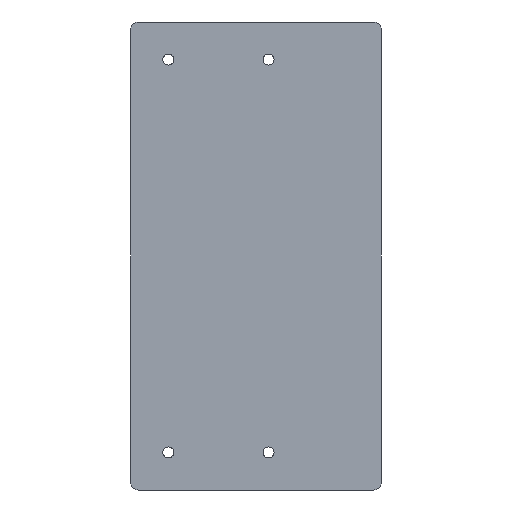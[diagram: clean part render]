
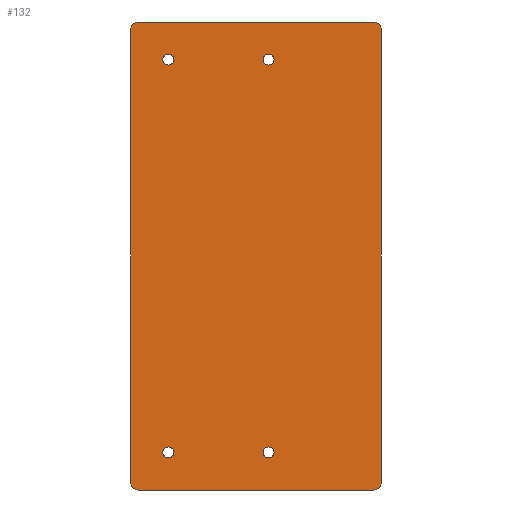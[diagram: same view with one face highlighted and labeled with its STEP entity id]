
A CAD part, left-side view. The second image highlights one B-rep face of the part: STEP entity #132.
In plain terms, the highlighted planar face has unit normal (-1, 0, 0).
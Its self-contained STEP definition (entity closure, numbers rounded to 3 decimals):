
#4 = ORIENTED_EDGE ( 'NONE', *, *, #452, .F. ) ;
#14 = ORIENTED_EDGE ( 'NONE', *, *, #430, .T. ) ;
#17 = AXIS2_PLACEMENT_3D ( 'NONE', #45, #401, #561 ) ;
#19 = DIRECTION ( 'NONE',  ( 0., 0., -1. ) ) ;
#26 = FACE_BOUND ( 'NONE', #659, .T. ) ;
#27 = ORIENTED_EDGE ( 'NONE', *, *, #345, .F. ) ;
#28 = CARTESIAN_POINT ( 'NONE',  ( -1., 35., 78.5 ) ) ;
#30 = EDGE_CURVE ( 'NONE', #250, #443, #314, .T. ) ;
#32 = CARTESIAN_POINT ( 'NONE',  ( -1., -5., 78.5 ) ) ;
#41 = DIRECTION ( 'NONE',  ( -1., 0., 0. ) ) ;
#44 = EDGE_CURVE ( 'NONE', #590, #466, #72, .T. ) ;
#45 = CARTESIAN_POINT ( 'NONE',  ( -1., -5., -78.5 ) ) ;
#48 = CARTESIAN_POINT ( 'NONE',  ( -1., 47., 90.5 ) ) ;
#53 = VERTEX_POINT ( 'NONE', #586 ) ;
#55 = DIRECTION ( 'NONE',  ( -1., 0., 0. ) ) ;
#58 = EDGE_CURVE ( 'NONE', #551, #631, #235, .T. ) ;
#60 = AXIS2_PLACEMENT_3D ( 'NONE', #28, #352, #552 ) ;
#72 = CIRCLE ( 'NONE', #120, 3. ) ;
#73 = FACE_BOUND ( 'NONE', #533, .T. ) ;
#78 = DIRECTION ( 'NONE',  ( 0., 0., -1. ) ) ;
#80 = CARTESIAN_POINT ( 'NONE',  ( -1., 35., -76.3 ) ) ;
#81 = DIRECTION ( 'NONE',  ( 0., 0., 1. ) ) ;
#92 = LINE ( 'NONE', #605, #96 ) ;
#94 = CIRCLE ( 'NONE', #195, 3. ) ;
#96 = VECTOR ( 'NONE', #301, 1000. ) ;
#103 = LINE ( 'NONE', #661, #482 ) ;
#104 = ORIENTED_EDGE ( 'NONE', *, *, #596, .F. ) ;
#106 = CARTESIAN_POINT ( 'NONE',  ( -1., 35., -78.5 ) ) ;
#107 = AXIS2_PLACEMENT_3D ( 'NONE', #32, #495, #141 ) ;
#108 = VERTEX_POINT ( 'NONE', #442 ) ;
#120 = AXIS2_PLACEMENT_3D ( 'NONE', #440, #244, #19 ) ;
#127 = ORIENTED_EDGE ( 'NONE', *, *, #212, .F. ) ;
#129 = CIRCLE ( 'NONE', #218, 2.2 ) ;
#132 = ADVANCED_FACE ( 'NONE', ( #73, #26, #436, #492, #645 ), #241, .F. ) ;
#139 = AXIS2_PLACEMENT_3D ( 'NONE', #178, #398, #445 ) ;
#141 = DIRECTION ( 'NONE',  ( 0., 0., -1. ) ) ;
#145 = DIRECTION ( 'NONE',  ( 0., 0., -1. ) ) ;
#147 = CARTESIAN_POINT ( 'NONE',  ( -1., -50., 90.5 ) ) ;
#148 = DIRECTION ( 'NONE',  ( 0., 0., 1. ) ) ;
#153 = DIRECTION ( 'NONE',  ( 0., -1., 0. ) ) ;
#154 = ORIENTED_EDGE ( 'NONE', *, *, #30, .T. ) ;
#158 = VERTEX_POINT ( 'NONE', #80 ) ;
#166 = DIRECTION ( 'NONE',  ( 0., 1., 0. ) ) ;
#167 = VERTEX_POINT ( 'NONE', #350 ) ;
#169 = CARTESIAN_POINT ( 'NONE',  ( -1., -5., -80.7 ) ) ;
#174 = CIRCLE ( 'NONE', #283, 2.2 ) ;
#177 = EDGE_CURVE ( 'NONE', #376, #214, #129, .T. ) ;
#178 = CARTESIAN_POINT ( 'NONE',  ( -1., 0., 0. ) ) ;
#191 = ORIENTED_EDGE ( 'NONE', *, *, #202, .T. ) ;
#192 = CARTESIAN_POINT ( 'NONE',  ( -1., 35., -78.5 ) ) ;
#195 = AXIS2_PLACEMENT_3D ( 'NONE', #48, #311, #564 ) ;
#200 = DIRECTION ( 'NONE',  ( -1., 0., 0. ) ) ;
#202 = EDGE_CURVE ( 'NONE', #537, #167, #431, .T. ) ;
#210 = DIRECTION ( 'NONE',  ( 0., 0., 1. ) ) ;
#212 = EDGE_CURVE ( 'NONE', #158, #320, #409, .T. ) ;
#214 = VERTEX_POINT ( 'NONE', #658 ) ;
#218 = AXIS2_PLACEMENT_3D ( 'NONE', #543, #289, #210 ) ;
#227 = AXIS2_PLACEMENT_3D ( 'NONE', #617, #499, #361 ) ;
#234 = VECTOR ( 'NONE', #166, 1000. ) ;
#235 = CIRCLE ( 'NONE', #620, 3. ) ;
#236 = DIRECTION ( 'NONE',  ( 0., 0., -1. ) ) ;
#241 = PLANE ( 'NONE',  #139 ) ;
#243 = CARTESIAN_POINT ( 'NONE',  ( -1., -47., 93.5 ) ) ;
#244 = DIRECTION ( 'NONE',  ( -1., 0., 0. ) ) ;
#250 = VERTEX_POINT ( 'NONE', #611 ) ;
#254 = ORIENTED_EDGE ( 'NONE', *, *, #541, .T. ) ;
#267 = EDGE_CURVE ( 'NONE', #214, #376, #490, .T. ) ;
#269 = ORIENTED_EDGE ( 'NONE', *, *, #44, .T. ) ;
#276 = EDGE_CURVE ( 'NONE', #624, #510, #94, .T. ) ;
#283 = AXIS2_PLACEMENT_3D ( 'NONE', #664, #477, #78 ) ;
#287 = CARTESIAN_POINT ( 'NONE',  ( -1., -5., 76.3 ) ) ;
#288 = EDGE_CURVE ( 'NONE', #108, #510, #103, .T. ) ;
#289 = DIRECTION ( 'NONE',  ( -1., 0., 0. ) ) ;
#290 = CIRCLE ( 'NONE', #501, 2.2 ) ;
#301 = DIRECTION ( 'NONE',  ( 0., 0., -1. ) ) ;
#311 = DIRECTION ( 'NONE',  ( -1., 0., 0. ) ) ;
#314 = CIRCLE ( 'NONE', #107, 2.2 ) ;
#319 = CARTESIAN_POINT ( 'NONE',  ( -1., -50., -90.5 ) ) ;
#320 = VERTEX_POINT ( 'NONE', #615 ) ;
#345 = EDGE_CURVE ( 'NONE', #624, #631, #367, .T. ) ;
#347 = EDGE_LOOP ( 'NONE', ( #191, #254 ) ) ;
#349 = CARTESIAN_POINT ( 'NONE',  ( -1., 47., 93.5 ) ) ;
#350 = CARTESIAN_POINT ( 'NONE',  ( -1., 35., 80.7 ) ) ;
#352 = DIRECTION ( 'NONE',  ( 1., 0., 0. ) ) ;
#354 = EDGE_CURVE ( 'NONE', #443, #250, #174, .T. ) ;
#355 = CARTESIAN_POINT ( 'NONE',  ( -1., -47., -93.5 ) ) ;
#358 = CIRCLE ( 'NONE', #60, 2.2 ) ;
#361 = DIRECTION ( 'NONE',  ( 0., 0., -1. ) ) ;
#367 = LINE ( 'NONE', #607, #535 ) ;
#376 = VERTEX_POINT ( 'NONE', #169 ) ;
#389 = CARTESIAN_POINT ( 'NONE',  ( -1., 47., -90.5 ) ) ;
#398 = DIRECTION ( 'NONE',  ( 1., 0., 0. ) ) ;
#401 = DIRECTION ( 'NONE',  ( -1., 0., 0. ) ) ;
#403 = CARTESIAN_POINT ( 'NONE',  ( -1., 35., 76.3 ) ) ;
#405 = ORIENTED_EDGE ( 'NONE', *, *, #58, .T. ) ;
#409 = CIRCLE ( 'NONE', #665, 2.2 ) ;
#411 = ORIENTED_EDGE ( 'NONE', *, *, #515, .F. ) ;
#417 = EDGE_LOOP ( 'NONE', ( #411, #127 ) ) ;
#430 = EDGE_CURVE ( 'NONE', #108, #53, #578, .T. ) ;
#431 = CIRCLE ( 'NONE', #227, 2.2 ) ;
#436 = FACE_BOUND ( 'NONE', #417, .T. ) ;
#440 = CARTESIAN_POINT ( 'NONE',  ( -1., -47., -90.5 ) ) ;
#442 = CARTESIAN_POINT ( 'NONE',  ( -1., 50., -90.5 ) ) ;
#443 = VERTEX_POINT ( 'NONE', #287 ) ;
#445 = DIRECTION ( 'NONE',  ( 0., 0., -1. ) ) ;
#452 = EDGE_CURVE ( 'NONE', #590, #53, #542, .T. ) ;
#460 = ORIENTED_EDGE ( 'NONE', *, *, #276, .T. ) ;
#466 = VERTEX_POINT ( 'NONE', #319 ) ;
#477 = DIRECTION ( 'NONE',  ( 1., 0., 0. ) ) ;
#482 = VECTOR ( 'NONE', #603, 1000. ) ;
#484 = CARTESIAN_POINT ( 'NONE',  ( -1., -47., 90.5 ) ) ;
#490 = CIRCLE ( 'NONE', #17, 2.2 ) ;
#492 = FACE_BOUND ( 'NONE', #347, .T. ) ;
#495 = DIRECTION ( 'NONE',  ( 1., 0., 0. ) ) ;
#498 = AXIS2_PLACEMENT_3D ( 'NONE', #389, #55, #236 ) ;
#499 = DIRECTION ( 'NONE',  ( 1., 0., 0. ) ) ;
#501 = AXIS2_PLACEMENT_3D ( 'NONE', #192, #200, #81 ) ;
#510 = VERTEX_POINT ( 'NONE', #651 ) ;
#515 = EDGE_CURVE ( 'NONE', #320, #158, #290, .T. ) ;
#533 = EDGE_LOOP ( 'NONE', ( #646, #154 ) ) ;
#535 = VECTOR ( 'NONE', #153, 1000. ) ;
#537 = VERTEX_POINT ( 'NONE', #403 ) ;
#541 = EDGE_CURVE ( 'NONE', #167, #537, #358, .T. ) ;
#542 = LINE ( 'NONE', #571, #234 ) ;
#543 = CARTESIAN_POINT ( 'NONE',  ( -1., -5., -78.5 ) ) ;
#544 = EDGE_LOOP ( 'NONE', ( #104, #405, #27, #460, #568, #14, #4, #269 ) ) ;
#550 = DIRECTION ( 'NONE',  ( -1., 0., 0. ) ) ;
#551 = VERTEX_POINT ( 'NONE', #147 ) ;
#552 = DIRECTION ( 'NONE',  ( 0., 0., -1. ) ) ;
#561 = DIRECTION ( 'NONE',  ( 0., 0., 1. ) ) ;
#564 = DIRECTION ( 'NONE',  ( 0., 0., -1. ) ) ;
#568 = ORIENTED_EDGE ( 'NONE', *, *, #288, .F. ) ;
#571 = CARTESIAN_POINT ( 'NONE',  ( -1., 50., -93.5 ) ) ;
#578 = CIRCLE ( 'NONE', #498, 3. ) ;
#586 = CARTESIAN_POINT ( 'NONE',  ( -1., 47., -93.5 ) ) ;
#590 = VERTEX_POINT ( 'NONE', #355 ) ;
#596 = EDGE_CURVE ( 'NONE', #551, #466, #92, .T. ) ;
#603 = DIRECTION ( 'NONE',  ( 0., 0., 1. ) ) ;
#605 = CARTESIAN_POINT ( 'NONE',  ( -1., -50., 93.5 ) ) ;
#607 = CARTESIAN_POINT ( 'NONE',  ( -1., 50., 93.5 ) ) ;
#611 = CARTESIAN_POINT ( 'NONE',  ( -1., -5., 80.7 ) ) ;
#615 = CARTESIAN_POINT ( 'NONE',  ( -1., 35., -80.7 ) ) ;
#617 = CARTESIAN_POINT ( 'NONE',  ( -1., 35., 78.5 ) ) ;
#620 = AXIS2_PLACEMENT_3D ( 'NONE', #484, #550, #145 ) ;
#624 = VERTEX_POINT ( 'NONE', #349 ) ;
#628 = ORIENTED_EDGE ( 'NONE', *, *, #267, .F. ) ;
#631 = VERTEX_POINT ( 'NONE', #243 ) ;
#634 = ORIENTED_EDGE ( 'NONE', *, *, #177, .F. ) ;
#645 = FACE_OUTER_BOUND ( 'NONE', #544, .T. ) ;
#646 = ORIENTED_EDGE ( 'NONE', *, *, #354, .T. ) ;
#651 = CARTESIAN_POINT ( 'NONE',  ( -1., 50., 90.5 ) ) ;
#658 = CARTESIAN_POINT ( 'NONE',  ( -1., -5., -76.3 ) ) ;
#659 = EDGE_LOOP ( 'NONE', ( #634, #628 ) ) ;
#661 = CARTESIAN_POINT ( 'NONE',  ( -1., 50., 93.5 ) ) ;
#664 = CARTESIAN_POINT ( 'NONE',  ( -1., -5., 78.5 ) ) ;
#665 = AXIS2_PLACEMENT_3D ( 'NONE', #106, #41, #148 ) ;
